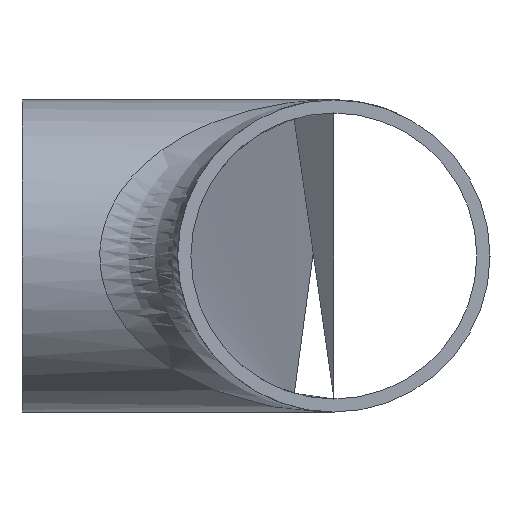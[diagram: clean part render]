
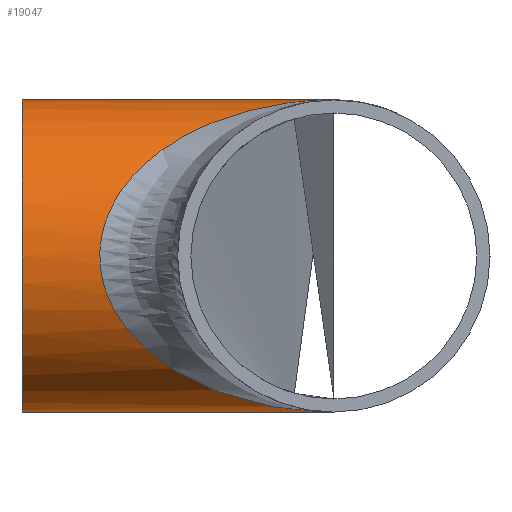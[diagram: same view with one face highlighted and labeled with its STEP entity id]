
A CAD part, left-side view. The second image highlights one B-rep face of the part: STEP entity #19047.
In plain terms, the highlighted cylindrical face has radius 38.05 mm (diameter 76.1 mm), a full revolution.
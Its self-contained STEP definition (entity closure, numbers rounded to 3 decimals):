
#59 = CARTESIAN_POINT ( 'NONE',  ( 0., 0., -38.05 ) ) ;
#517 = CIRCLE ( 'NONE', #16030, 38.05 ) ;
#987 = FACE_OUTER_BOUND ( 'NONE', #8516, .T. ) ;
#1464 = EDGE_LOOP ( 'NONE', ( #14818, #6136 ) ) ;
#3548 = FACE_OUTER_BOUND ( 'NONE', #1464, .T. ) ;
#3810 = ORIENTED_EDGE ( 'NONE', *, *, #19044, .T. ) ;
#3930 = DIRECTION ( 'NONE',  ( 0., -1., 0. ) ) ;
#5642 = DIRECTION ( 'NONE',  ( 0., -1., 0. ) ) ;
#6136 = ORIENTED_EDGE ( 'NONE', *, *, #17804, .T. ) ;
#6457 = CARTESIAN_POINT ( 'NONE',  ( -76.1, 114.1, 38.05 ) ) ;
#6490 = CARTESIAN_POINT ( 'NONE',  ( 0., 0., -38.05 ) ) ;
#7890 = AXIS2_PLACEMENT_3D ( 'NONE', #14547, #5642, #17468 ) ;
#7905 = CARTESIAN_POINT ( 'NONE',  ( -76.1, 114.1, -38.05 ) ) ;
#8253 = VERTEX_POINT ( 'NONE', #10928 ) ;
#8466 = CARTESIAN_POINT ( 'NONE',  ( 0., 76., 0. ) ) ;
#8516 = EDGE_LOOP ( 'NONE', ( #3810 ) ) ;
#9272 = CARTESIAN_POINT ( 'NONE',  ( 0., 0., 38.05 ) ) ;
#9620 = CARTESIAN_POINT ( 'NONE',  ( 0., 0., 38.05 ) ) ;
#10877 = CARTESIAN_POINT ( 'NONE',  ( 0., 76., -38.05 ) ) ;
#10928 = CARTESIAN_POINT ( 'NONE',  ( 0., 0., 38.05 ) ) ;
#10969 = CARTESIAN_POINT ( 'NONE',  ( 0., 0., -38.05 ) ) ;
#11069 = CARTESIAN_POINT ( 'NONE',  ( 76.1, 114.1, 38.05 ) ) ;
#12127 =( BOUNDED_CURVE ( )  B_SPLINE_CURVE ( 3, ( #10969, #7905, #6457, #9272 ),
 .UNSPECIFIED., .F., .T. ) 
 B_SPLINE_CURVE_WITH_KNOTS ( ( 4, 4 ),
 ( 1.571, 4.712 ),
 .UNSPECIFIED. ) 
 CURVE ( )  GEOMETRIC_REPRESENTATION_ITEM ( )  RATIONAL_B_SPLINE_CURVE ( ( 1., 0.333, 0.333, 1. ) ) 
 REPRESENTATION_ITEM ( '' )  );
#13103 = DIRECTION ( 'NONE',  ( 0., 0., -1. ) ) ;
#14110 = VERTEX_POINT ( 'NONE', #10877 ) ;
#14547 = CARTESIAN_POINT ( 'NONE',  ( 0., 0., 0. ) ) ;
#14818 = ORIENTED_EDGE ( 'NONE', *, *, #17444, .T. ) ;
#16030 = AXIS2_PLACEMENT_3D ( 'NONE', #8466, #3930, #13103 ) ;
#17444 = EDGE_CURVE ( 'NONE', #18371, #8253, #12127, .T. ) ;
#17468 = DIRECTION ( 'NONE',  ( 0., 0., -1. ) ) ;
#17804 = EDGE_CURVE ( 'NONE', #8253, #18371, #18872, .T. ) ;
#18371 = VERTEX_POINT ( 'NONE', #59 ) ;
#18560 = CARTESIAN_POINT ( 'NONE',  ( 76.1, 114.1, -38.05 ) ) ;
#18872 =( BOUNDED_CURVE ( )  B_SPLINE_CURVE ( 3, ( #9620, #11069, #18560, #6490 ),
 .UNSPECIFIED., .F., .T. ) 
 B_SPLINE_CURVE_WITH_KNOTS ( ( 4, 4 ),
 ( 1.571, 4.712 ),
 .UNSPECIFIED. ) 
 CURVE ( )  GEOMETRIC_REPRESENTATION_ITEM ( )  RATIONAL_B_SPLINE_CURVE ( ( 1., 0.333, 0.333, 1. ) ) 
 REPRESENTATION_ITEM ( '' )  );
#19044 = EDGE_CURVE ( 'NONE', #14110, #14110, #517, .T. ) ;
#19047 = ADVANCED_FACE ( 'NONE', ( #987, #3548 ), #19319, .T. ) ;
#19319 = CYLINDRICAL_SURFACE ( 'NONE', #7890, 38.05 ) ;
